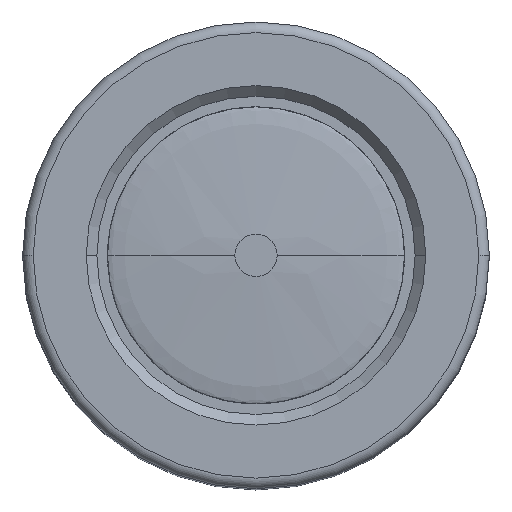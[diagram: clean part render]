
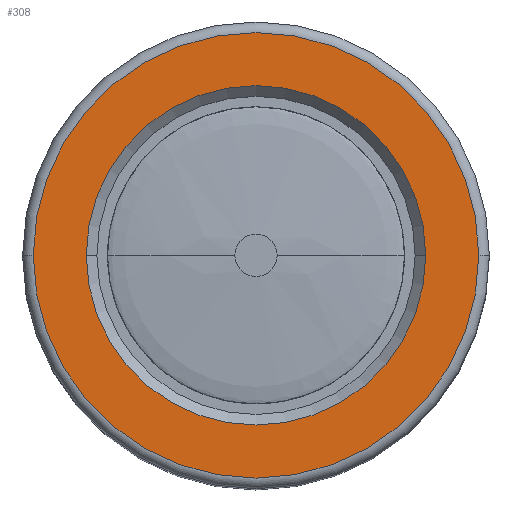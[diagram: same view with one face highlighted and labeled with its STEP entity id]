
A CAD part, top view. The second image highlights one B-rep face of the part: STEP entity #308.
In plain terms, the highlighted planar face has unit normal (0, 0, 1).
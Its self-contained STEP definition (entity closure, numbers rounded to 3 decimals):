
#62=PLANE('',#1336);
#139=FACE_BOUND('',#464,.T.);
#140=FACE_BOUND('',#465,.T.);
#308=ADVANCED_FACE('',(#139,#140),#62,.T.);
#464=EDGE_LOOP('',(#628,#629));
#465=EDGE_LOOP('',(#630,#631));
#628=ORIENTED_EDGE('',*,*,#1052,.T.);
#629=ORIENTED_EDGE('',*,*,#1053,.T.);
#630=ORIENTED_EDGE('',*,*,#1054,.T.);
#631=ORIENTED_EDGE('',*,*,#1055,.T.);
#918=VERTEX_POINT('',#1980);
#919=VERTEX_POINT('',#1982);
#920=VERTEX_POINT('',#1987);
#921=VERTEX_POINT('',#1988);
#1052=EDGE_CURVE('',#918,#919,#1214,.T.);
#1053=EDGE_CURVE('',#919,#918,#1215,.T.);
#1054=EDGE_CURVE('',#920,#921,#1216,.T.);
#1055=EDGE_CURVE('',#921,#920,#1217,.T.);
#1214=CIRCLE('',#1331,10.5);
#1215=CIRCLE('',#1333,10.5);
#1216=CIRCLE('',#1334,8.);
#1217=CIRCLE('',#1335,8.);
#1331=AXIS2_PLACEMENT_3D('',#1983,#1578,#1579);
#1333=AXIS2_PLACEMENT_3D('',#1985,#1582,#1583);
#1334=AXIS2_PLACEMENT_3D('',#1986,#1584,#1585);
#1335=AXIS2_PLACEMENT_3D('',#1989,#1586,#1587);
#1336=AXIS2_PLACEMENT_3D('',#1990,#1588,#1589);
#1578=DIRECTION('',(0.,0.,1.));
#1579=DIRECTION('',(1.,0.,0.));
#1582=DIRECTION('',(0.,0.,1.));
#1583=DIRECTION('',(-1.,0.,0.));
#1584=DIRECTION('',(0.,0.,-1.));
#1585=DIRECTION('',(-1.,0.,0.));
#1586=DIRECTION('',(0.,0.,-1.));
#1587=DIRECTION('',(1.,0.,0.));
#1588=DIRECTION('',(0.,0.,1.));
#1589=DIRECTION('',(1.,0.,0.));
#1980=CARTESIAN_POINT('',(10.5,0.,16.5));
#1982=CARTESIAN_POINT('',(-10.5,0.,16.5));
#1983=CARTESIAN_POINT('',(0.,0.,16.5));
#1985=CARTESIAN_POINT('',(0.,0.,16.5));
#1986=CARTESIAN_POINT('',(0.,0.,16.5));
#1987=CARTESIAN_POINT('',(-8.,0.,16.5));
#1988=CARTESIAN_POINT('',(8.,0.,16.5));
#1989=CARTESIAN_POINT('',(0.,0.,16.5));
#1990=CARTESIAN_POINT('',(0.,0.,16.5));
